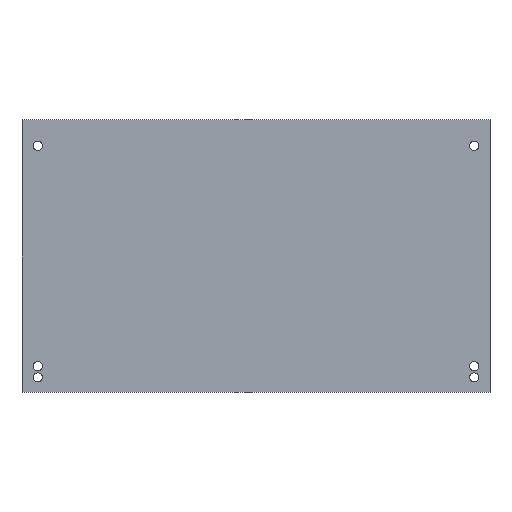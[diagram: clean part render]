
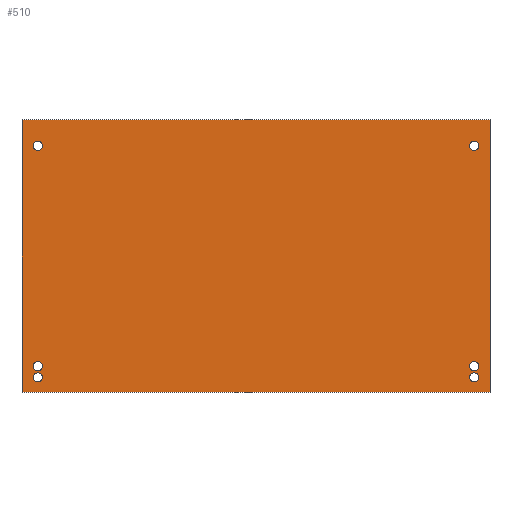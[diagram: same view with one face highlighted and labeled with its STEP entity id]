
A CAD part, top view. The second image highlights one B-rep face of the part: STEP entity #510.
In plain terms, the highlighted planar face has unit normal (0, 0, 1).
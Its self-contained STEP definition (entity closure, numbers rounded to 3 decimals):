
#2 = VERTEX_POINT ( 'NONE', #615 ) ;
#12 = VERTEX_POINT ( 'NONE', #611 ) ;
#14 = VERTEX_POINT ( 'NONE', #616 ) ;
#18 = VERTEX_POINT ( 'NONE', #588 ) ;
#19 = VERTEX_POINT ( 'NONE', #614 ) ;
#21 = VERTEX_POINT ( 'NONE', #589 ) ;
#22 = VERTEX_POINT ( 'NONE', #593 ) ;
#25 = VERTEX_POINT ( 'NONE', #591 ) ;
#26 = VERTEX_POINT ( 'NONE', #596 ) ;
#29 = VERTEX_POINT ( 'NONE', #599 ) ;
#30 = VERTEX_POINT ( 'NONE', #600 ) ;
#33 = VERTEX_POINT ( 'NONE', #603 ) ;
#34 = VERTEX_POINT ( 'NONE', #604 ) ;
#37 = VERTEX_POINT ( 'NONE', #582 ) ;
#38 = VERTEX_POINT ( 'NONE', #585 ) ;
#42 = VERTEX_POINT ( 'NONE', #580 ) ;
#45 = ORIENTED_EDGE ( 'NONE', *, *, #103, .F. ) ;
#47 = ORIENTED_EDGE ( 'NONE', *, *, #515, .F. ) ;
#49 = ORIENTED_EDGE ( 'NONE', *, *, #411, .F. ) ;
#52 = ORIENTED_EDGE ( 'NONE', *, *, #514, .T. ) ;
#58 = ORIENTED_EDGE ( 'NONE', *, *, #113, .F. ) ;
#60 = ORIENTED_EDGE ( 'NONE', *, *, #410, .F. ) ;
#67 = ORIENTED_EDGE ( 'NONE', *, *, #419, .T. ) ;
#68 = ORIENTED_EDGE ( 'NONE', *, *, #109, .F. ) ;
#69 = ORIENTED_EDGE ( 'NONE', *, *, #489, .F. ) ;
#71 = ORIENTED_EDGE ( 'NONE', *, *, #409, .F. ) ;
#73 = ORIENTED_EDGE ( 'NONE', *, *, #408, .F. ) ;
#78 = ORIENTED_EDGE ( 'NONE', *, *, #518, .T. ) ;
#83 = ORIENTED_EDGE ( 'NONE', *, *, #414, .F. ) ;
#91 = ORIENTED_EDGE ( 'NONE', *, *, #418, .T. ) ;
#103 = EDGE_CURVE ( 'NONE', #21, #12, #654, .T. ) ;
#106 = EDGE_CURVE ( 'NONE', #18, #30, #655, .T. ) ;
#109 = EDGE_CURVE ( 'NONE', #29, #25, #659, .T. ) ;
#113 = EDGE_CURVE ( 'NONE', #14, #2, #662, .T. ) ;
#127 = CIRCLE ( 'NONE', #432, 4.5 ) ;
#128 = CIRCLE ( 'NONE', #433, 4.5 ) ;
#131 = CIRCLE ( 'NONE', #430, 4.5 ) ;
#133 = CIRCLE ( 'NONE', #431, 4.5 ) ;
#149 = FACE_BOUND ( 'NONE', #524, .T. ) ;
#150 = CIRCLE ( 'NONE', #436, 4.5 ) ;
#151 = VECTOR ( 'NONE', #217, 1000. ) ;
#153 = LINE ( 'NONE', #225, #155 ) ;
#154 = LINE ( 'NONE', #202, #151 ) ;
#155 = VECTOR ( 'NONE', #224, 1000. ) ;
#156 = FACE_BOUND ( 'NONE', #536, .T. ) ;
#161 = DIRECTION ( 'NONE',  ( 0., 0., 1. ) ) ;
#162 = DIRECTION ( 'NONE',  ( 0., 0., 1. ) ) ;
#168 = DIRECTION ( 'NONE',  ( 0., 0., 1. ) ) ;
#169 = DIRECTION ( 'NONE',  ( 1., 0., 0. ) ) ;
#171 = DIRECTION ( 'NONE',  ( 1., 0., 0. ) ) ;
#180 = CARTESIAN_POINT ( 'NONE',  ( -212., 107., 2. ) ) ;
#181 = CARTESIAN_POINT ( 'NONE',  ( 212., -107., 2. ) ) ;
#183 = DIRECTION ( 'NONE',  ( 0., 0., 1. ) ) ;
#184 = CARTESIAN_POINT ( 'NONE',  ( 212., 107., 2. ) ) ;
#185 = DIRECTION ( 'NONE',  ( 1., 0., 0. ) ) ;
#186 = DIRECTION ( 'NONE',  ( 0., 0., 1. ) ) ;
#189 = DIRECTION ( 'NONE',  ( 1., 0., 0. ) ) ;
#192 = DIRECTION ( 'NONE',  ( 1., 0., 0. ) ) ;
#193 = CARTESIAN_POINT ( 'NONE',  ( -212., -107., 2. ) ) ;
#195 = DIRECTION ( 'NONE',  ( 1., 0., 0. ) ) ;
#196 = DIRECTION ( 'NONE',  ( 0., 0., 1. ) ) ;
#198 = CARTESIAN_POINT ( 'NONE',  ( 212., -118., 2. ) ) ;
#202 = CARTESIAN_POINT ( 'NONE',  ( -227.5, 132.5, 2. ) ) ;
#209 = CARTESIAN_POINT ( 'NONE',  ( 212., 107., 2. ) ) ;
#210 = DIRECTION ( 'NONE',  ( 0., 0., 1. ) ) ;
#211 = DIRECTION ( 'NONE',  ( 1., 0., 0. ) ) ;
#217 = DIRECTION ( 'NONE',  ( -1., 0., 0. ) ) ;
#224 = DIRECTION ( 'NONE',  ( 0., 1., 0. ) ) ;
#225 = CARTESIAN_POINT ( 'NONE',  ( 227.5, -132.5, 2. ) ) ;
#230 = DIRECTION ( 'NONE',  ( 1., 0., 0. ) ) ;
#238 = DIRECTION ( 'NONE',  ( 0., 0., 1. ) ) ;
#239 = DIRECTION ( 'NONE',  ( 1., 0., 0. ) ) ;
#249 = CARTESIAN_POINT ( 'NONE',  ( -212., 107., 2. ) ) ;
#285 = CARTESIAN_POINT ( 'NONE',  ( -212., -118., 2. ) ) ;
#286 = DIRECTION ( 'NONE',  ( 0., 0., 1. ) ) ;
#293 = CARTESIAN_POINT ( 'NONE',  ( -227.5, -132.5, 2. ) ) ;
#294 = DIRECTION ( 'NONE',  ( 0., -1., 0. ) ) ;
#301 = DIRECTION ( 'NONE',  ( -1., 0., 0. ) ) ;
#303 = CARTESIAN_POINT ( 'NONE',  ( -227.5, 132.5, 2. ) ) ;
#315 = PLANE ( 'NONE',  #460 ) ;
#322 = CARTESIAN_POINT ( 'NONE',  ( -227.5, -132.5, 2. ) ) ;
#326 = DIRECTION ( 'NONE',  ( 1., 0., 0. ) ) ;
#331 = DIRECTION ( 'NONE',  ( 0., 0., -1. ) ) ;
#347 = ORIENTED_EDGE ( 'NONE', *, *, #106, .F. ) ;
#351 = ORIENTED_EDGE ( 'NONE', *, *, #421, .F. ) ;
#389 = FACE_OUTER_BOUND ( 'NONE', #531, .T. ) ;
#390 = FACE_BOUND ( 'NONE', #525, .T. ) ;
#393 = CIRCLE ( 'NONE', #441, 4.5 ) ;
#396 = CIRCLE ( 'NONE', #440, 4.5 ) ;
#404 = FACE_BOUND ( 'NONE', #528, .T. ) ;
#405 = FACE_BOUND ( 'NONE', #527, .T. ) ;
#408 = EDGE_CURVE ( 'NONE', #33, #34, #131, .T. ) ;
#409 = EDGE_CURVE ( 'NONE', #37, #38, #133, .T. ) ;
#410 = EDGE_CURVE ( 'NONE', #12, #21, #127, .T. ) ;
#411 = EDGE_CURVE ( 'NONE', #2, #14, #128, .T. ) ;
#414 = EDGE_CURVE ( 'NONE', #25, #29, #150, .T. ) ;
#418 = EDGE_CURVE ( 'NONE', #19, #42, #154, .T. ) ;
#419 = EDGE_CURVE ( 'NONE', #22, #19, #153, .T. ) ;
#421 = EDGE_CURVE ( 'NONE', #30, #18, #396, .T. ) ;
#423 = AXIS2_PLACEMENT_3D ( 'NONE', #618, #619, #620 ) ;
#424 = AXIS2_PLACEMENT_3D ( 'NONE', #630, #631, #632 ) ;
#426 = AXIS2_PLACEMENT_3D ( 'NONE', #629, #627, #626 ) ;
#428 = AXIS2_PLACEMENT_3D ( 'NONE', #610, #168, #169 ) ;
#430 = AXIS2_PLACEMENT_3D ( 'NONE', #180, #161, #189 ) ;
#431 = AXIS2_PLACEMENT_3D ( 'NONE', #184, #186, #185 ) ;
#432 = AXIS2_PLACEMENT_3D ( 'NONE', #181, #183, #192 ) ;
#433 = AXIS2_PLACEMENT_3D ( 'NONE', #193, #162, #171 ) ;
#436 = AXIS2_PLACEMENT_3D ( 'NONE', #198, #196, #195 ) ;
#440 = AXIS2_PLACEMENT_3D ( 'NONE', #285, #286, #230 ) ;
#441 = AXIS2_PLACEMENT_3D ( 'NONE', #249, #238, #239 ) ;
#457 = AXIS2_PLACEMENT_3D ( 'NONE', #209, #210, #211 ) ;
#460 = AXIS2_PLACEMENT_3D ( 'NONE', #303, #331, #301 ) ;
#486 = FACE_BOUND ( 'NONE', #529, .T. ) ;
#489 = EDGE_CURVE ( 'NONE', #34, #33, #393, .T. ) ;
#510 = ADVANCED_FACE ( 'NONE', ( #405, #149, #404, #486, #156, #390, #389 ), #315, .F. ) ;
#514 = EDGE_CURVE ( 'NONE', #42, #26, #681, .T. ) ;
#515 = EDGE_CURVE ( 'NONE', #38, #37, #678, .T. ) ;
#518 = EDGE_CURVE ( 'NONE', #26, #22, #670, .T. ) ;
#524 = EDGE_LOOP ( 'NONE', ( #83, #68 ) ) ;
#525 = EDGE_LOOP ( 'NONE', ( #73, #69 ) ) ;
#527 = EDGE_LOOP ( 'NONE', ( #351, #347 ) ) ;
#528 = EDGE_LOOP ( 'NONE', ( #49, #58 ) ) ;
#529 = EDGE_LOOP ( 'NONE', ( #60, #45 ) ) ;
#531 = EDGE_LOOP ( 'NONE', ( #52, #78, #67, #91 ) ) ;
#536 = EDGE_LOOP ( 'NONE', ( #71, #47 ) ) ;
#580 = CARTESIAN_POINT ( 'NONE',  ( -227.5, 132.5, 2. ) ) ;
#582 = CARTESIAN_POINT ( 'NONE',  ( 216.5, 107., 2. ) ) ;
#585 = CARTESIAN_POINT ( 'NONE',  ( 207.5, 107., 2. ) ) ;
#588 = CARTESIAN_POINT ( 'NONE',  ( -216.5, -118., 2. ) ) ;
#589 = CARTESIAN_POINT ( 'NONE',  ( 207.5, -107., 2. ) ) ;
#591 = CARTESIAN_POINT ( 'NONE',  ( 216.5, -118., 2. ) ) ;
#593 = CARTESIAN_POINT ( 'NONE',  ( 227.5, -132.5, 2. ) ) ;
#596 = CARTESIAN_POINT ( 'NONE',  ( -227.5, -132.5, 2. ) ) ;
#599 = CARTESIAN_POINT ( 'NONE',  ( 207.5, -118., 2. ) ) ;
#600 = CARTESIAN_POINT ( 'NONE',  ( -207.5, -118., 2. ) ) ;
#603 = CARTESIAN_POINT ( 'NONE',  ( -207.5, 107., 2. ) ) ;
#604 = CARTESIAN_POINT ( 'NONE',  ( -216.5, 107., 2. ) ) ;
#610 = CARTESIAN_POINT ( 'NONE',  ( -212., -107., 2. ) ) ;
#611 = CARTESIAN_POINT ( 'NONE',  ( 216.5, -107., 2. ) ) ;
#614 = CARTESIAN_POINT ( 'NONE',  ( 227.5, 132.5, 2. ) ) ;
#615 = CARTESIAN_POINT ( 'NONE',  ( -207.5, -107., 2. ) ) ;
#616 = CARTESIAN_POINT ( 'NONE',  ( -216.5, -107., 2. ) ) ;
#618 = CARTESIAN_POINT ( 'NONE',  ( 212., -107., 2. ) ) ;
#619 = DIRECTION ( 'NONE',  ( 0., 0., 1. ) ) ;
#620 = DIRECTION ( 'NONE',  ( 1., 0., 0. ) ) ;
#626 = DIRECTION ( 'NONE',  ( 1., 0., 0. ) ) ;
#627 = DIRECTION ( 'NONE',  ( 0., 0., 1. ) ) ;
#629 = CARTESIAN_POINT ( 'NONE',  ( 212., -118., 2. ) ) ;
#630 = CARTESIAN_POINT ( 'NONE',  ( -212., -118., 2. ) ) ;
#631 = DIRECTION ( 'NONE',  ( 0., 0., 1. ) ) ;
#632 = DIRECTION ( 'NONE',  ( 1., 0., 0. ) ) ;
#654 = CIRCLE ( 'NONE', #423, 4.5 ) ;
#655 = CIRCLE ( 'NONE', #424, 4.5 ) ;
#659 = CIRCLE ( 'NONE', #426, 4.5 ) ;
#662 = CIRCLE ( 'NONE', #428, 4.5 ) ;
#670 = LINE ( 'NONE', #322, #679 ) ;
#672 = VECTOR ( 'NONE', #294, 1000. ) ;
#678 = CIRCLE ( 'NONE', #457, 4.5 ) ;
#679 = VECTOR ( 'NONE', #326, 1000. ) ;
#681 = LINE ( 'NONE', #293, #672 ) ;
